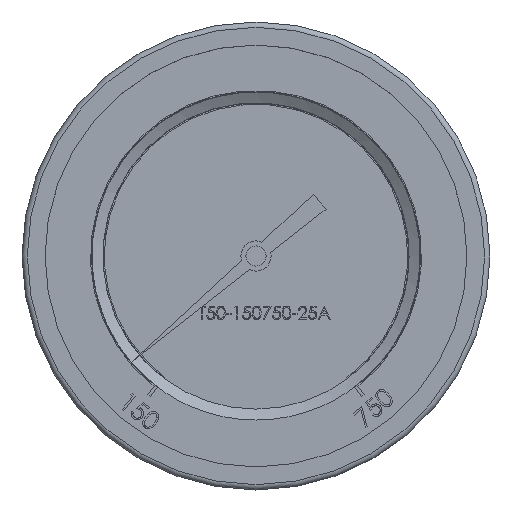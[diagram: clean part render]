
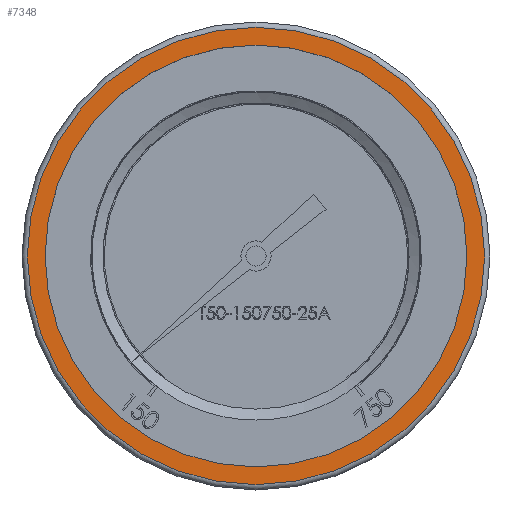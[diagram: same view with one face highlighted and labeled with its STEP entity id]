
A CAD part, top view. The second image highlights one B-rep face of the part: STEP entity #7348.
In plain terms, the highlighted planar face has unit normal (0, 0, 1).
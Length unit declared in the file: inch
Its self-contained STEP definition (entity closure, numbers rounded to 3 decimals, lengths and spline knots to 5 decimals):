
#30 = EDGE_LOOP ( 'NONE', ( #23544 ) ) ;
#1084 = CIRCLE ( 'NONE', #5320, 2.58 ) ;
#1999 = CARTESIAN_POINT ( 'NONE',  ( 0., 0., 0. ) ) ;
#2263 = DIRECTION ( 'NONE',  ( -1., 0., 0. ) ) ;
#2534 = EDGE_CURVE ( 'NONE', #20130, #20130, #19830, .T. ) ;
#3907 = CARTESIAN_POINT ( 'NONE',  ( 0., 0., 0. ) ) ;
#5320 = AXIS2_PLACEMENT_3D ( 'NONE', #1999, #16992, #2263 ) ;
#5771 = CARTESIAN_POINT ( 'NONE',  ( -2.38, 0., 0. ) ) ;
#7296 = DIRECTION ( 'NONE',  ( -1., 0., 0. ) ) ;
#7348 = ADVANCED_FACE ( 'NONE', ( #16411, #22522 ), #14300, .F. ) ;
#8682 = AXIS2_PLACEMENT_3D ( 'NONE', #3907, #14444, #12028 ) ;
#12028 = DIRECTION ( 'NONE',  ( -1., 0., 0. ) ) ;
#14300 = PLANE ( 'NONE',  #8682 ) ;
#14444 = DIRECTION ( 'NONE',  ( 0., 0., -1. ) ) ;
#14786 = EDGE_CURVE ( 'NONE', #20933, #20933, #1084, .T. ) ;
#16013 = AXIS2_PLACEMENT_3D ( 'NONE', #21656, #19792, #7296 ) ;
#16411 = FACE_OUTER_BOUND ( 'NONE', #30, .T. ) ;
#16420 = CARTESIAN_POINT ( 'NONE',  ( -2.58, 0., 0. ) ) ;
#16992 = DIRECTION ( 'NONE',  ( 0., 0., 1. ) ) ;
#17045 = EDGE_LOOP ( 'NONE', ( #25980 ) ) ;
#19792 = DIRECTION ( 'NONE',  ( 0., 0., 1. ) ) ;
#19830 = CIRCLE ( 'NONE', #16013, 2.38 ) ;
#20130 = VERTEX_POINT ( 'NONE', #5771 ) ;
#20933 = VERTEX_POINT ( 'NONE', #16420 ) ;
#21656 = CARTESIAN_POINT ( 'NONE',  ( 0., 0., 0. ) ) ;
#22522 = FACE_BOUND ( 'NONE', #17045, .T. ) ;
#23544 = ORIENTED_EDGE ( 'NONE', *, *, #14786, .T. ) ;
#25980 = ORIENTED_EDGE ( 'NONE', *, *, #2534, .F. ) ;
